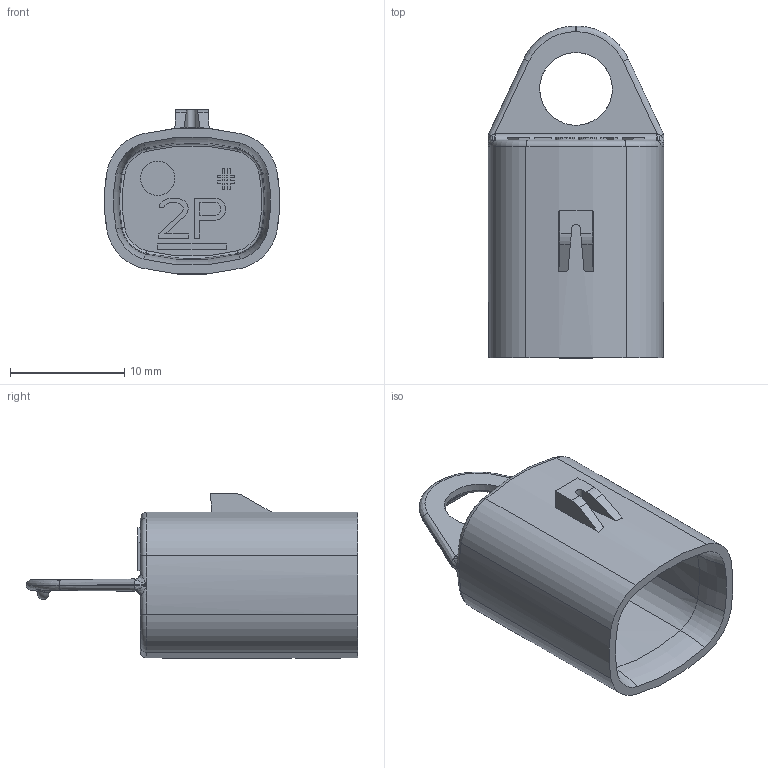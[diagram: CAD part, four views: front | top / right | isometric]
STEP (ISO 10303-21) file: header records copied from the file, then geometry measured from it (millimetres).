
FILE_DESCRIPTION((''),'2;1');
FILE_NAME('SC03-2018A-B003_NCF_ASM','2023-06-29T11:54:13',('20077268'),(''),'CREO PARAMETRIC BY PTC INC, 2017110','CREO PARAMETRIC BY PTC INC, 2017110','');
FILE_SCHEMA(('CONFIG_CONTROL_DESIGN'));
Length unit declared in the file: millimetre
Products named in the file (2): PC03-2018A-B003_NCF; SC03-2018A-B003_NCF_ASM
Assembly tree (1 placements, depth 2):
  SC03-2018A-B003_NCF_ASM
    PC03-2018A-B003_NCF
Bounding box: 15.33 x 29 x 14.42 mm (x, y, z)
Volume: 1230.2 mm3; surface area: 2129.2 mm2
Topology: 1 solids, 1 shells, 440 faces, 1183 edges, 770 vertices
Faces by surface type: plane 273, extrusion 67, bspline 35, torus 28, cylinder 27, cone 10
Entity records: 15640 total; most frequent: CARTESIAN_POINT 5070, ORIENTED_EDGE 2366, DIRECTION 1813, EDGE_CURVE 1183, VECTOR 879, LINE 812, VERTEX_POINT 770, AXIS2_PLACEMENT_3D 467
